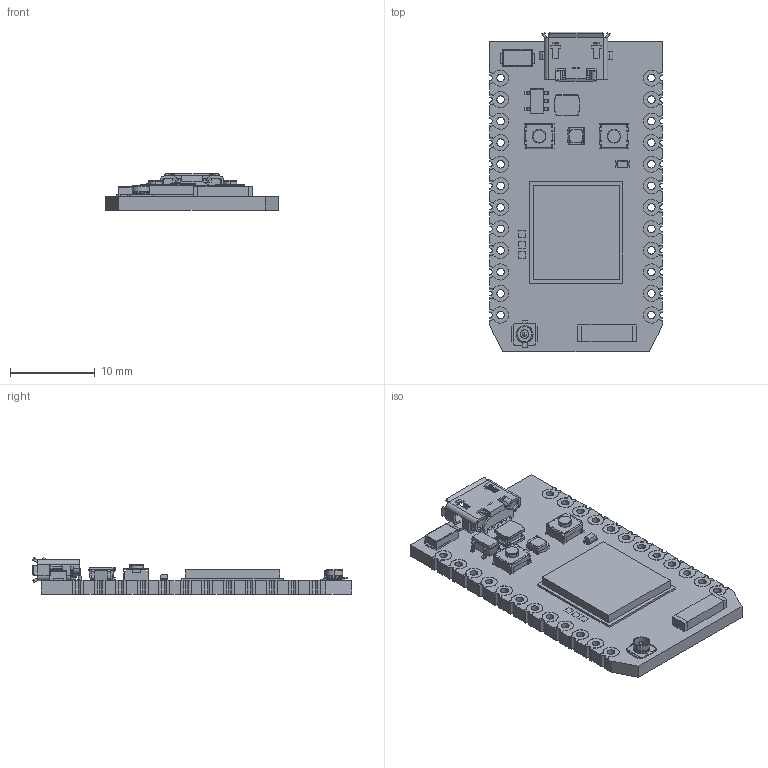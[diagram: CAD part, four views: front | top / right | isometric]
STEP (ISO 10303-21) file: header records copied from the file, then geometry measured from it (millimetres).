
FILE_DESCRIPTION(('FreeCAD Model'),'2;1');
FILE_NAME('Photon-SMD.step', '2017-07-29T17:08:41',('kicad StepUp'),('ksu MCAD'), 'Open CASCADE STEP processor 6.8','FreeCAD','Unknown');
FILE_SCHEMA(('AUTOMOTIVE_DESIGN_CC2 { 1 2 10303 214 -1 1 5 4 }'));
Length unit declared in the file: millimetre
Products named in the file (2): ASSEMBLY; Photon-SMD
Assembly tree (1 placements, depth 2):
  ASSEMBLY
    Photon-SMD
Bounding box: 20.37 x 37.65 x 4.34 mm (x, y, z)
Volume: 1424.4 mm3; surface area: 2740.3 mm2
Topology: 35 solids, 35 shells, 1784 faces, 4778 edges, 3074 vertices
Faces by surface type: plane 1012, cylinder 647, bspline 94, torus 17, cone 12, sphere 2
Entity records: 69658 total; most frequent: CARTESIAN_POINT 12236, ORIENTED_EDGE 9544, DIRECTION 9241, EDGE_CURVE 4772, LINE 3267, VECTOR 3267, VERTEX_POINT 3074, AXIS2_PLACEMENT_3D 2987
